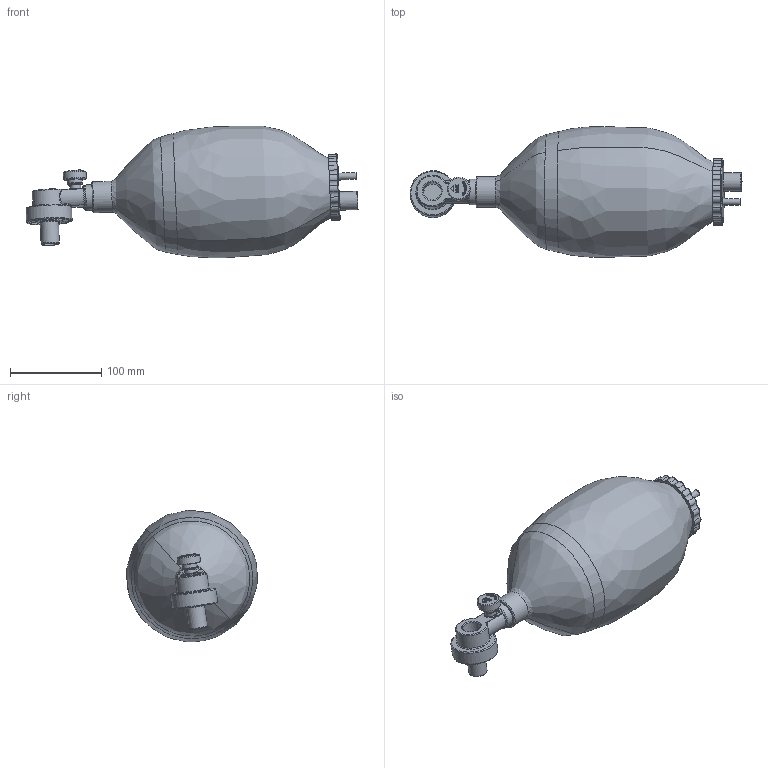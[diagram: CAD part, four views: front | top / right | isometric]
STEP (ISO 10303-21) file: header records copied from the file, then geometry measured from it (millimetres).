
FILE_DESCRIPTION( ( '' ), ' ' );
FILE_NAME( '5ed328089a1f740f8e4cd075.step', '2020-05-31T03:44:09', ( '' ), ( '' ), ' ', ' ', ' ' );
FILE_SCHEMA( ( 'AUTOMOTIVE_DESIGN { 1 0 10303 214 1 1 1 1 }' ) );
Length unit declared in the file: metre
Products named in the file (1): AMBU Bag
Bounding box: 363.97 x 143.57 x 144.44 mm (x, y, z)
Volume: 370660.2 mm3; surface area: 231005.7 mm2
Topology: 1 solids, 1 shells, 313 faces, 797 edges, 519 vertices
Faces by surface type: plane 110, cylinder 67, extrusion 57, torus 55, bspline 12, revolution 8, sphere 2, cone 2
Full cylindrical faces by diameter (mm): 4.626 x1, 12 x1, 14.867 x1, 15 x1, 16 x1, 17.416 x1, 20 x2, 20.091 x1, 23.8 x1, 25 x1, 25.8 x1, 27.8 x1, 27.844 x2, 30 x1, 33.844 x1, 45 x1, 50 x1, 51.939 x1, 64.421 x1, 65 x2
Entity records: 15845 total; most frequent: CARTESIAN_POINT 6308, ORIENTED_EDGE 1476, DIRECTION 1279, EDGE_CURVE 738, VERTEX_POINT 503, AXIS2_PLACEMENT_3D 451, EDGE_LOOP 391, VECTOR 369
